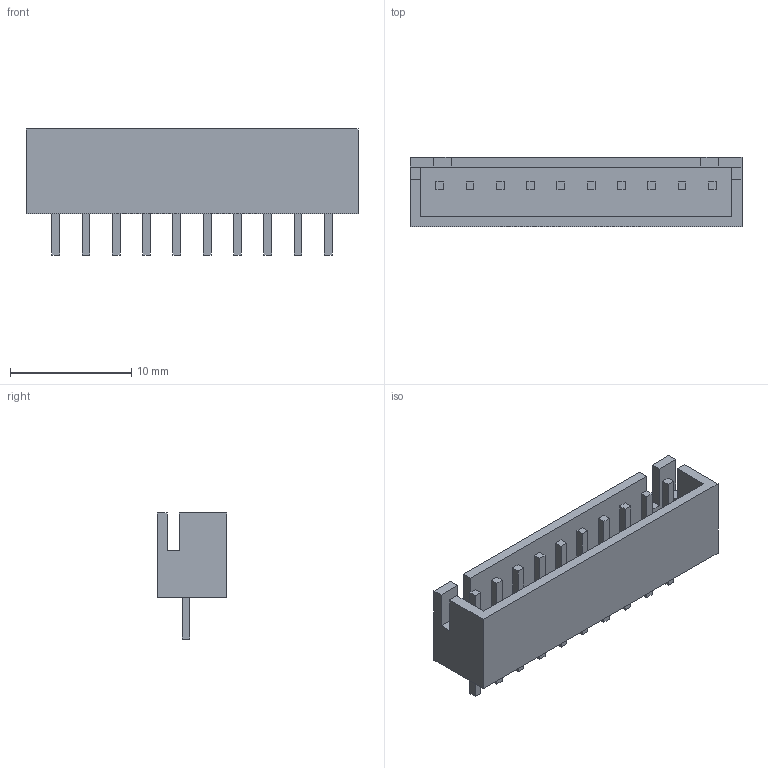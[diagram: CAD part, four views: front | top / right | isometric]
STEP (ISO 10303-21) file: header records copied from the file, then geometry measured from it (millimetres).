
FILE_DESCRIPTION(('FreeCAD Model'),'2;1');
FILE_NAME('JST_XH_B10B-XH-A_10x2.50mm_Straight.STEP','2016-03-20T22:16:02',( 'Author'),(''),'Open CASCADE STEP processor 6.8','FreeCAD','Unknown' );
FILE_SCHEMA(('AUTOMOTIVE_DESIGN_CC2 { 1 2 10303 214 -1 1 5 4 }'));
Length unit declared in the file: millimetre
Products named in the file (1): B10B-XH-A
Bounding box: 27.4 x 5.75 x 10.4 mm (x, y, z)
Volume: 625.8 mm3; surface area: 1250.4 mm2
Topology: 1 solids, 1 shells, 124 faces, 306 edges, 204 vertices
Faces by surface type: plane 124
Entity records: 8449 total; most frequent: CARTESIAN_POINT 1247, DIRECTION 1168, LINE 918, VECTOR 918, ORIENTED_EDGE 612, PCURVE 612, DEFINITIONAL_REPRESENTATION 612, EDGE_CURVE 306
